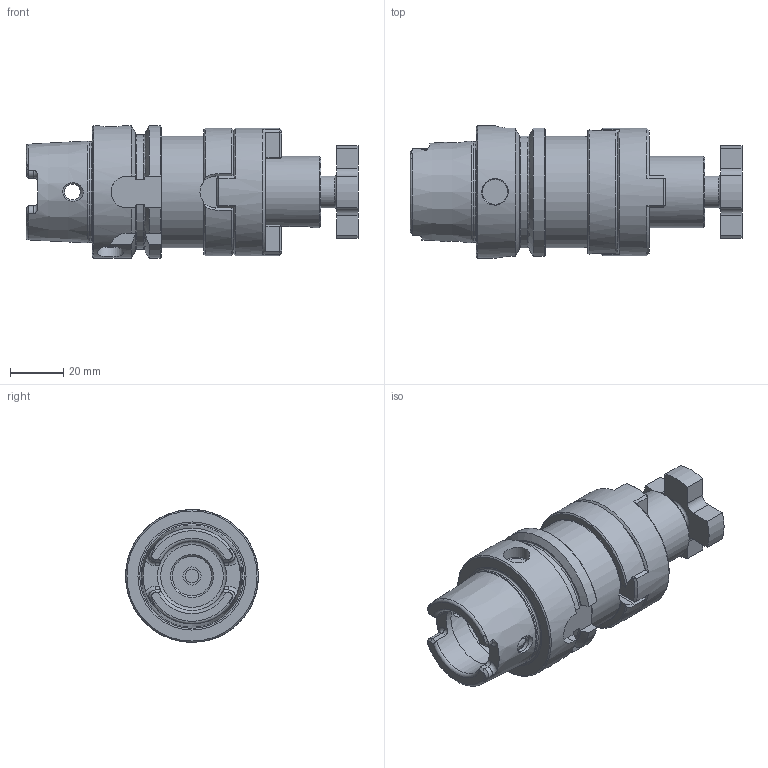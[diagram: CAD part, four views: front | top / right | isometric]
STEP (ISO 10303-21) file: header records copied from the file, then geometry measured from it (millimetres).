
FILE_DESCRIPTION( ( 'Unknown' ), '1' );
FILE_NAME( '255042740-A.stp', 'Unknown', ( 'Unknown' ), ( 'Unknown' ), 'PSStep 15.0.49', 'Unknown', ' ' );
FILE_SCHEMA( ( 'AUTOMOTIVE_DESIGN { 1 0 10303 214 1 1 1 1 }' ) );
Length unit declared in the file: millimetre
Products named in the file (1): 1
Bounding box: 125 x 50 x 50 mm (x, y, z)
Volume: 127970.6 mm3; surface area: 29372.2 mm2
Topology: 1 solids, 1 shells, 279 faces, 741 edges, 461 vertices
Faces by surface type: plane 142, cylinder 55, cone 51, torus 25, bspline 6
Full cylindrical faces by diameter (mm): 5 x1, 6 x2, 6.8 x1, 10 x2, 10.106 x1, 12 x1, 13 x1, 14.917 x1, 17 x1, 26 x2, 26.4 x1, 27 x2, 32 x1, 38.009 x1, 42 x1, 48 x1, 50 x1
Entity records: 10668 total; most frequent: CARTESIAN_POINT 3144, ORIENTED_EDGE 1334, DIRECTION 1226, EDGE_CURVE 667, AXIS2_PLACEMENT_3D 471, VERTEX_POINT 437, EDGE_LOOP 337, FACE_OUTER_BOUND 311
